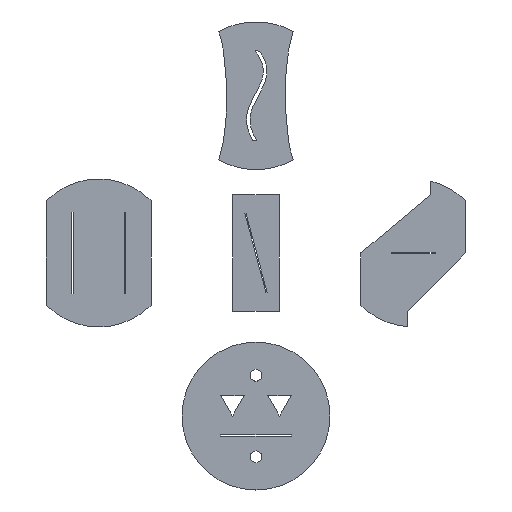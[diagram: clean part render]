
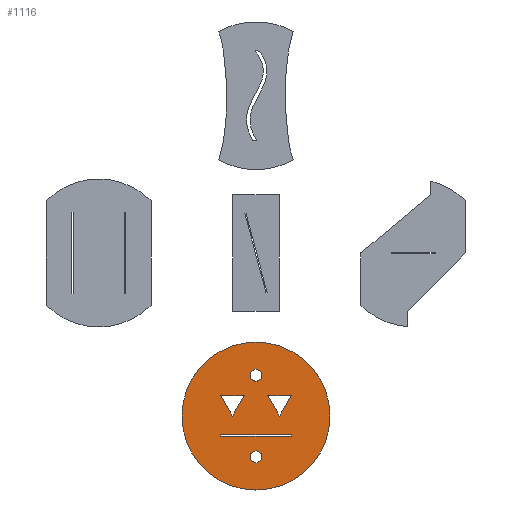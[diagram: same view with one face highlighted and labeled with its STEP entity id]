
A CAD part, top view. The second image highlights one B-rep face of the part: STEP entity #1116.
In plain terms, the highlighted planar face has unit normal (0, 0, 1).
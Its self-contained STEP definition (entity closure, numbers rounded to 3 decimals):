
#983=CARTESIAN_POINT('',(0.,-28.,0.75));
#984=DIRECTION('',(0.,0.,1.));
#985=DIRECTION('',(1.,0.,0.));
#986=AXIS2_PLACEMENT_3D('',#983,#984,#985);
#987=PLANE('',#986);
#988=CARTESIAN_POINT('',(-6.062,-31.2,0.75));
#989=VERTEX_POINT('',#988);
#990=CARTESIAN_POINT('',(-6.062,-31.5,0.75));
#991=VERTEX_POINT('',#990);
#992=CARTESIAN_POINT('',(-6.062,-31.2,0.75));
#993=DIRECTION('',(-0.,-1.,0.));
#994=VECTOR('',#993,0.3);
#995=LINE('',#992,#994);
#996=EDGE_CURVE('',#989,#991,#995,.T.);
#997=ORIENTED_EDGE('',*,*,#996,.F.);
#998=CARTESIAN_POINT('',(6.062,-31.2,0.75));
#999=VERTEX_POINT('',#998);
#1000=CARTESIAN_POINT('',(-6.062,-31.2,0.75));
#1001=DIRECTION('',(1.,0.,-0.));
#1002=VECTOR('',#1001,12.124);
#1003=LINE('',#1000,#1002);
#1004=EDGE_CURVE('',#989,#999,#1003,.T.);
#1005=ORIENTED_EDGE('',*,*,#1004,.T.);
#1006=CARTESIAN_POINT('',(6.062,-31.5,0.75));
#1007=VERTEX_POINT('',#1006);
#1008=CARTESIAN_POINT('',(6.062,-31.2,0.75));
#1009=DIRECTION('',(-0.,-1.,0.));
#1010=VECTOR('',#1009,0.3);
#1011=LINE('',#1008,#1010);
#1012=EDGE_CURVE('',#999,#1007,#1011,.T.);
#1013=ORIENTED_EDGE('',*,*,#1012,.T.);
#1014=CARTESIAN_POINT('',(-6.062,-31.5,0.75));
#1015=DIRECTION('',(1.,0.,-0.));
#1016=VECTOR('',#1015,12.124);
#1017=LINE('',#1014,#1016);
#1018=EDGE_CURVE('',#991,#1007,#1017,.T.);
#1019=ORIENTED_EDGE('',*,*,#1018,.F.);
#1020=EDGE_LOOP('',(#997,#1005,#1013,#1019));
#1021=FACE_BOUND('',#1020,.T.);
#1022=CARTESIAN_POINT('',(1.,-35.,0.75));
#1023=VERTEX_POINT('',#1022);
#1024=CARTESIAN_POINT('',(-0.,-35.,0.75));
#1025=DIRECTION('',(0.,0.,1.));
#1026=DIRECTION('',(1.,0.,-0.));
#1027=AXIS2_PLACEMENT_3D('',#1024,#1025,#1026);
#1028=CIRCLE('',#1027,1.);
#1029=EDGE_CURVE('',#1023,#1023,#1028,.T.);
#1030=ORIENTED_EDGE('',*,*,#1029,.F.);
#1031=EDGE_LOOP('',(#1030));
#1032=FACE_BOUND('',#1031,.T.);
#1033=CARTESIAN_POINT('',(1.,-21.,0.75));
#1034=VERTEX_POINT('',#1033);
#1035=CARTESIAN_POINT('',(0.,-21.,0.75));
#1036=DIRECTION('',(0.,0.,1.));
#1037=DIRECTION('',(1.,0.,-0.));
#1038=AXIS2_PLACEMENT_3D('',#1035,#1036,#1037);
#1039=CIRCLE('',#1038,1.);
#1040=EDGE_CURVE('',#1034,#1034,#1039,.T.);
#1041=ORIENTED_EDGE('',*,*,#1040,.F.);
#1042=EDGE_LOOP('',(#1041));
#1043=FACE_BOUND('',#1042,.T.);
#1044=CARTESIAN_POINT('',(12.7,-28.,0.75));
#1045=VERTEX_POINT('',#1044);
#1046=CARTESIAN_POINT('',(-12.7,-28.,0.75));
#1047=VERTEX_POINT('',#1046);
#1048=CARTESIAN_POINT('',(0.,-28.,0.75));
#1049=DIRECTION('',(0.,0.,1.));
#1050=DIRECTION('',(1.,0.,-0.));
#1051=AXIS2_PLACEMENT_3D('',#1048,#1049,#1050);
#1052=CIRCLE('',#1051,12.7);
#1053=EDGE_CURVE('',#1045,#1047,#1052,.T.);
#1054=ORIENTED_EDGE('',*,*,#1053,.T.);
#1055=CARTESIAN_POINT('',(0.,-28.,0.75));
#1056=DIRECTION('',(0.,0.,1.));
#1057=DIRECTION('',(1.,0.,-0.));
#1058=AXIS2_PLACEMENT_3D('',#1055,#1056,#1057);
#1059=CIRCLE('',#1058,12.7);
#1060=EDGE_CURVE('',#1047,#1045,#1059,.T.);
#1061=ORIENTED_EDGE('',*,*,#1060,.T.);
#1062=EDGE_LOOP('',(#1054,#1061));
#1063=FACE_BOUND('',#1062,.T.);
#1064=CARTESIAN_POINT('',(4.041,-28.,0.75));
#1065=VERTEX_POINT('',#1064);
#1066=CARTESIAN_POINT('',(6.062,-24.5,0.75));
#1067=VERTEX_POINT('',#1066);
#1068=CARTESIAN_POINT('',(4.041,-28.,0.75));
#1069=DIRECTION('',(0.5,0.866,0.));
#1070=VECTOR('',#1069,4.041);
#1071=LINE('',#1068,#1070);
#1072=EDGE_CURVE('',#1065,#1067,#1071,.T.);
#1073=ORIENTED_EDGE('',*,*,#1072,.F.);
#1074=CARTESIAN_POINT('',(2.021,-24.5,0.75));
#1075=VERTEX_POINT('',#1074);
#1076=CARTESIAN_POINT('',(4.041,-28.,0.75));
#1077=DIRECTION('',(-0.5,0.866,0.));
#1078=VECTOR('',#1077,4.041);
#1079=LINE('',#1076,#1078);
#1080=EDGE_CURVE('',#1065,#1075,#1079,.T.);
#1081=ORIENTED_EDGE('',*,*,#1080,.T.);
#1082=CARTESIAN_POINT('',(6.062,-24.5,0.75));
#1083=DIRECTION('',(-1.,0.,0.));
#1084=VECTOR('',#1083,4.041);
#1085=LINE('',#1082,#1084);
#1086=EDGE_CURVE('',#1067,#1075,#1085,.T.);
#1087=ORIENTED_EDGE('',*,*,#1086,.F.);
#1088=EDGE_LOOP('',(#1073,#1081,#1087));
#1089=FACE_BOUND('',#1088,.T.);
#1090=CARTESIAN_POINT('',(-2.021,-24.5,0.75));
#1091=VERTEX_POINT('',#1090);
#1092=CARTESIAN_POINT('',(-6.062,-24.5,0.75));
#1093=VERTEX_POINT('',#1092);
#1094=CARTESIAN_POINT('',(-2.021,-24.5,0.75));
#1095=DIRECTION('',(-1.,0.,0.));
#1096=VECTOR('',#1095,4.041);
#1097=LINE('',#1094,#1096);
#1098=EDGE_CURVE('',#1091,#1093,#1097,.T.);
#1099=ORIENTED_EDGE('',*,*,#1098,.F.);
#1100=CARTESIAN_POINT('',(-4.041,-28.,0.75));
#1101=VERTEX_POINT('',#1100);
#1102=CARTESIAN_POINT('',(-2.021,-24.5,0.75));
#1103=DIRECTION('',(-0.5,-0.866,0.));
#1104=VECTOR('',#1103,4.041);
#1105=LINE('',#1102,#1104);
#1106=EDGE_CURVE('',#1091,#1101,#1105,.T.);
#1107=ORIENTED_EDGE('',*,*,#1106,.T.);
#1108=CARTESIAN_POINT('',(-6.062,-24.5,0.75));
#1109=DIRECTION('',(0.5,-0.866,0.));
#1110=VECTOR('',#1109,4.041);
#1111=LINE('',#1108,#1110);
#1112=EDGE_CURVE('',#1093,#1101,#1111,.T.);
#1113=ORIENTED_EDGE('',*,*,#1112,.F.);
#1114=EDGE_LOOP('',(#1099,#1107,#1113));
#1115=FACE_BOUND('',#1114,.T.);
#1116=ADVANCED_FACE('',(#1021,#1032,#1043,#1063,#1089,#1115),#987,.T.);
